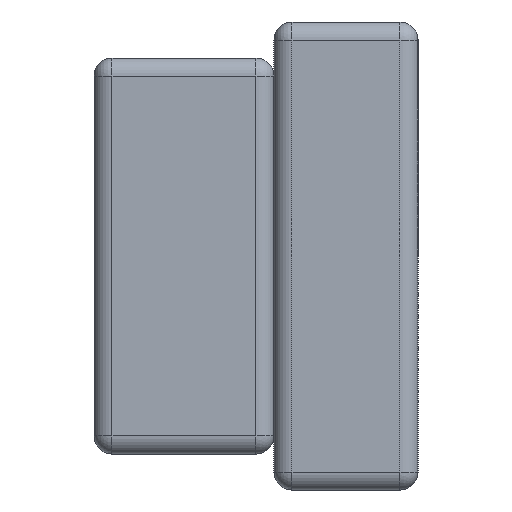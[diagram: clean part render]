
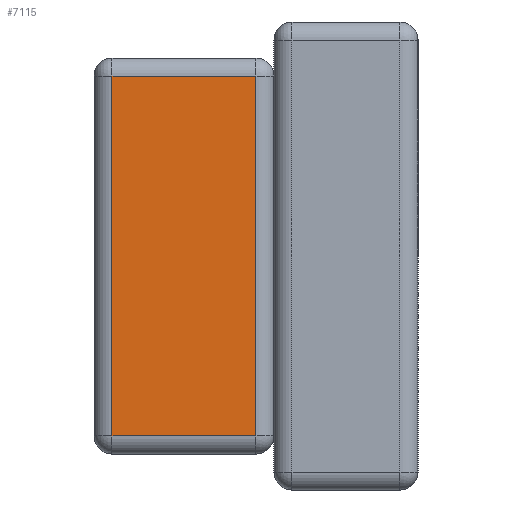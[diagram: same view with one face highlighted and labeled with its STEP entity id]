
A CAD part, left-side view. The second image highlights one B-rep face of the part: STEP entity #7115.
In plain terms, the highlighted planar face has unit normal (-1, 0, 0).
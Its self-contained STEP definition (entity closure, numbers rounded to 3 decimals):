
#699 = ORIENTED_EDGE ( 'NONE', *, *, #3497, .T. ) ;
#1510 = CARTESIAN_POINT ( 'NONE',  ( -1.5, 0.05, -0.5 ) ) ;
#1524 = ORIENTED_EDGE ( 'NONE', *, *, #4907, .T. ) ;
#1926 = CARTESIAN_POINT ( 'NONE',  ( -1.5, 0.05, 0.5 ) ) ;
#2030 = CARTESIAN_POINT ( 'NONE',  ( -1.5, 0.45, -0.55 ) ) ;
#2057 = VECTOR ( 'NONE', #5402, 1000. ) ;
#2130 = VERTEX_POINT ( 'NONE', #1926 ) ;
#2219 = EDGE_LOOP ( 'NONE', ( #699, #5843, #1524, #5616 ) ) ;
#2363 = VERTEX_POINT ( 'NONE', #1510 ) ;
#3110 = EDGE_CURVE ( 'NONE', #2130, #7333, #7010, .T. ) ;
#3388 = DIRECTION ( 'NONE',  ( 0., 1., 0. ) ) ;
#3493 = VERTEX_POINT ( 'NONE', #7313 ) ;
#3497 = EDGE_CURVE ( 'NONE', #7333, #3493, #3661, .T. ) ;
#3549 = DIRECTION ( 'NONE',  ( 1., 0., 0. ) ) ;
#3661 = LINE ( 'NONE', #2030, #6676 ) ;
#3772 = DIRECTION ( 'NONE',  ( 0., 0., -1. ) ) ;
#4062 = DIRECTION ( 'NONE',  ( 0., -1., 0. ) ) ;
#4104 = LINE ( 'NONE', #7692, #6649 ) ;
#4195 = PLANE ( 'NONE',  #7435 ) ;
#4342 = VECTOR ( 'NONE', #3388, 1000. ) ;
#4719 = DIRECTION ( 'NONE',  ( 0., 0., -1. ) ) ;
#4907 = EDGE_CURVE ( 'NONE', #2363, #2130, #7266, .T. ) ;
#5299 = CARTESIAN_POINT ( 'NONE',  ( -1.5, 0.5, 0. ) ) ;
#5402 = DIRECTION ( 'NONE',  ( 0., 0., 1. ) ) ;
#5616 = ORIENTED_EDGE ( 'NONE', *, *, #3110, .T. ) ;
#5843 = ORIENTED_EDGE ( 'NONE', *, *, #6741, .T. ) ;
#5982 = CARTESIAN_POINT ( 'NONE',  ( -1.5, 0.05, 0. ) ) ;
#6362 = CARTESIAN_POINT ( 'NONE',  ( -1.5, 0.45, 0.5 ) ) ;
#6649 = VECTOR ( 'NONE', #4062, 1000. ) ;
#6676 = VECTOR ( 'NONE', #3772, 1000. ) ;
#6741 = EDGE_CURVE ( 'NONE', #3493, #2363, #4104, .T. ) ;
#6943 = CARTESIAN_POINT ( 'NONE',  ( -1.5, 0.5, 0.5 ) ) ;
#7010 = LINE ( 'NONE', #6943, #4342 ) ;
#7115 = ADVANCED_FACE ( 'NONE', ( #7172 ), #4195, .F. ) ;
#7172 = FACE_OUTER_BOUND ( 'NONE', #2219, .T. ) ;
#7266 = LINE ( 'NONE', #5982, #2057 ) ;
#7313 = CARTESIAN_POINT ( 'NONE',  ( -1.5, 0.45, -0.5 ) ) ;
#7333 = VERTEX_POINT ( 'NONE', #6362 ) ;
#7435 = AXIS2_PLACEMENT_3D ( 'NONE', #5299, #3549, #4719 ) ;
#7692 = CARTESIAN_POINT ( 'NONE',  ( -1.5, 0., -0.5 ) ) ;
